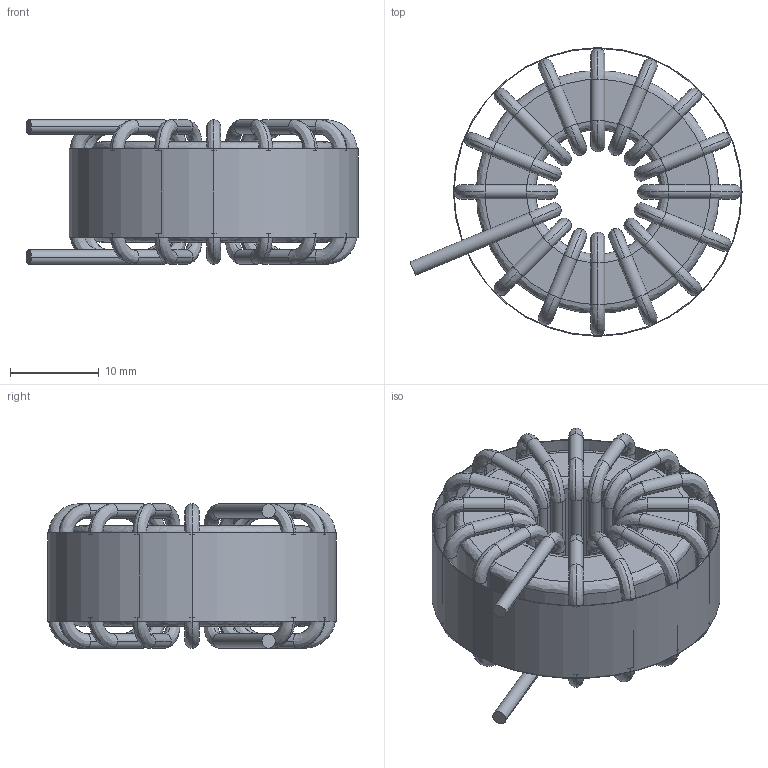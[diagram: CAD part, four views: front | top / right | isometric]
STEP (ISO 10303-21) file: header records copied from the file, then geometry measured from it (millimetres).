
FILE_DESCRIPTION (( 'STEP AP214' ), '1' );
FILE_NAME ('User Library-BOURNS 2306-V-RC.STEP', '2014-05-19T09:27:11', ( 'Windows User' ), ( '' ), 'SwSTEP 2.0', 'SolidWorks 2014', '' );
FILE_SCHEMA (( 'AUTOMOTIVE_DESIGN' ));
Length unit declared in the file: millimetre
Products named in the file (1): User Library-BOURNS 2306-V-RC
Bounding box: 37.39 x 32.5 x 16.26 mm (x, y, z)
Volume: 6381.3 mm3; surface area: 7898.6 mm2
Topology: 18 solids, 18 shells, 272 faces, 742 edges, 476 vertices
Faces by surface type: cylinder 134, bspline 132, plane 6
Entity records: 10819 total; most frequent: CARTESIAN_POINT 3667, DIRECTION 1616, ORIENTED_EDGE 1484, EDGE_CURVE 742, AXIS2_PLACEMENT_3D 741, CIRCLE 600, VERTEX_POINT 476, EDGE_LOOP 276
